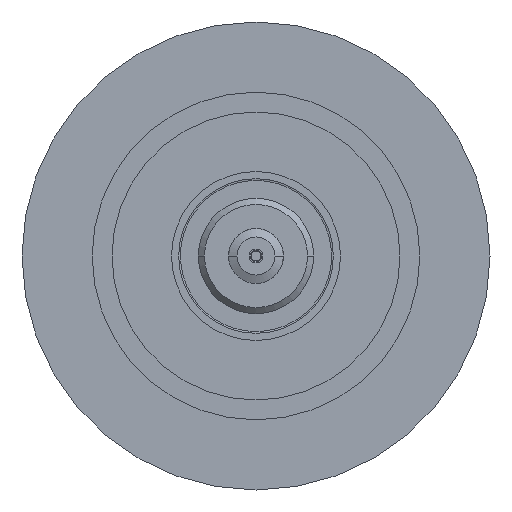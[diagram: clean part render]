
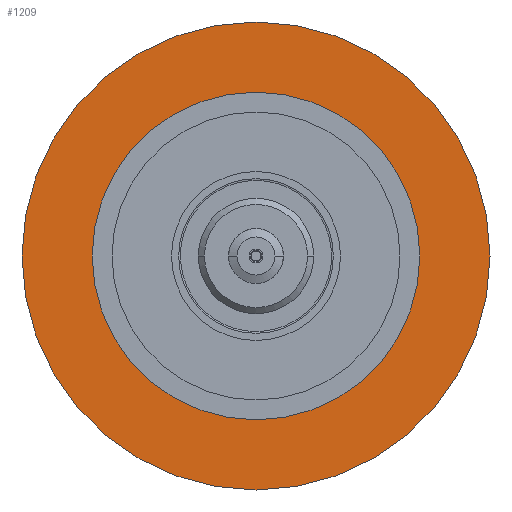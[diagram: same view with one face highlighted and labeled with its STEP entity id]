
A CAD part, front view. The second image highlights one B-rep face of the part: STEP entity #1209.
In plain terms, the highlighted planar face has unit normal (0, -1, 0).
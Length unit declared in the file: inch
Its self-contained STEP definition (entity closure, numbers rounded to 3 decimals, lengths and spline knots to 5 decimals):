
#77 = AXIS2_PLACEMENT_3D ( 'NONE', #3049, #3054, #3055 ) ;
#315 = CIRCLE ( 'NONE', #1318, 1.475 ) ;
#316 = CIRCLE ( 'NONE', #1319, 1.0325 ) ;
#336 = CIRCLE ( 'NONE', #1327, 1.0325 ) ;
#337 = CIRCLE ( 'NONE', #1328, 1.475 ) ;
#573 = CARTESIAN_POINT ( 'NONE',  ( 0., -0.87271, 0. ) ) ;
#574 = DIRECTION ( 'NONE',  ( 0., 1., 0. ) ) ;
#575 = DIRECTION ( 'NONE',  ( 1., 0., 0. ) ) ;
#580 = CARTESIAN_POINT ( 'NONE',  ( 0., -0.87271, 0. ) ) ;
#581 = DIRECTION ( 'NONE',  ( 0., 1., 0. ) ) ;
#582 = DIRECTION ( 'NONE',  ( 1., 0., 0. ) ) ;
#630 = EDGE_LOOP ( 'NONE', ( #3269, #3270 ) ) ;
#673 = EDGE_LOOP ( 'NONE', ( #3267, #3268 ) ) ;
#914 = CARTESIAN_POINT ( 'NONE',  ( 0., -0.87271, 0. ) ) ;
#915 = DIRECTION ( 'NONE',  ( 0., 1., 0. ) ) ;
#916 = DIRECTION ( 'NONE',  ( 1., 0., 0. ) ) ;
#917 = CARTESIAN_POINT ( 'NONE',  ( 0., -0.87271, 0. ) ) ;
#918 = DIRECTION ( 'NONE',  ( 0., 1., 0. ) ) ;
#919 = DIRECTION ( 'NONE',  ( 1., 0., 0. ) ) ;
#1051 = FACE_BOUND ( 'NONE', #673, .T. ) ;
#1057 = FACE_OUTER_BOUND ( 'NONE', #630, .T. ) ;
#1209 = ADVANCED_FACE ( 'NONE', ( #1051, #1057 ), #3052, .T. ) ;
#1318 = AXIS2_PLACEMENT_3D ( 'NONE', #573, #574, #575 ) ;
#1319 = AXIS2_PLACEMENT_3D ( 'NONE', #580, #581, #582 ) ;
#1327 = AXIS2_PLACEMENT_3D ( 'NONE', #914, #915, #916 ) ;
#1328 = AXIS2_PLACEMENT_3D ( 'NONE', #917, #918, #919 ) ;
#1731 = CARTESIAN_POINT ( 'NONE',  ( -1.475, -0.87271, 0. ) ) ;
#1756 = CARTESIAN_POINT ( 'NONE',  ( -1.0325, -0.87271, 0. ) ) ;
#1798 = CARTESIAN_POINT ( 'NONE',  ( 1.475, -0.87271, 0. ) ) ;
#1816 = CARTESIAN_POINT ( 'NONE',  ( 1.0325, -0.87271, 0. ) ) ;
#1977 = EDGE_CURVE ( 'NONE', #2936, #2813, #315, .T. ) ;
#1980 = EDGE_CURVE ( 'NONE', #2838, #3296, #316, .T. ) ;
#1992 = EDGE_CURVE ( 'NONE', #3296, #2838, #336, .T. ) ;
#1993 = EDGE_CURVE ( 'NONE', #2813, #2936, #337, .T. ) ;
#2813 = VERTEX_POINT ( 'NONE', #1731 ) ;
#2838 = VERTEX_POINT ( 'NONE', #1756 ) ;
#2936 = VERTEX_POINT ( 'NONE', #1798 ) ;
#3049 = CARTESIAN_POINT ( 'NONE',  ( 0., -0.87271, 0. ) ) ;
#3052 = PLANE ( 'NONE',  #77 ) ;
#3054 = DIRECTION ( 'NONE',  ( 0., -1., 0. ) ) ;
#3055 = DIRECTION ( 'NONE',  ( -1., 0., 0. ) ) ;
#3267 = ORIENTED_EDGE ( 'NONE', *, *, #1992, .T. ) ;
#3268 = ORIENTED_EDGE ( 'NONE', *, *, #1980, .T. ) ;
#3269 = ORIENTED_EDGE ( 'NONE', *, *, #1977, .F. ) ;
#3270 = ORIENTED_EDGE ( 'NONE', *, *, #1993, .F. ) ;
#3296 = VERTEX_POINT ( 'NONE', #1816 ) ;
